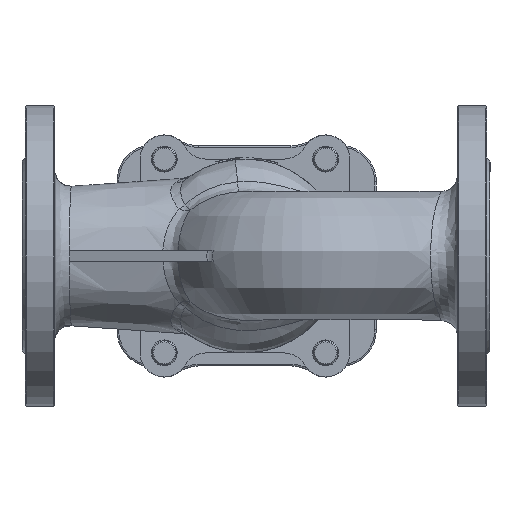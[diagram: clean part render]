
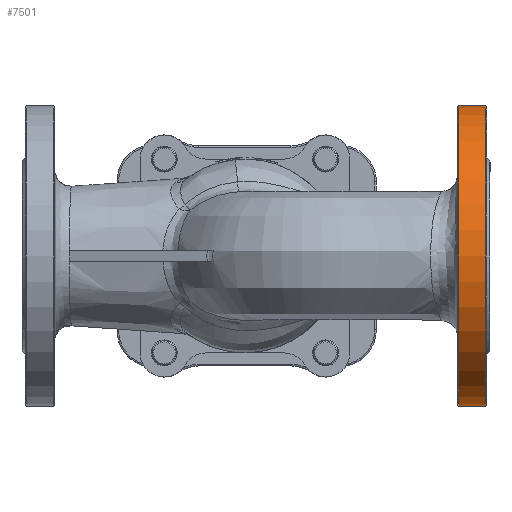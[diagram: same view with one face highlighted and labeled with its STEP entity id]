
A CAD part, front view. The second image highlights one B-rep face of the part: STEP entity #7501.
In plain terms, the highlighted cylindrical face has radius 93 mm (diameter 186 mm), a full revolution.
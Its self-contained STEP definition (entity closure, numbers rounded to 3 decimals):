
#946=LINE('',#18541,#1339);
#1339=VECTOR('',#10295,93.);
#1534=CYLINDRICAL_SURFACE('',#8445,93.);
#1895=FACE_OUTER_BOUND('',#2414,.T.);
#2414=EDGE_LOOP('',(#6375,#6376,#6377,#6378,#6379,#6380));
#2894=CIRCLE('',#8443,93.);
#2895=CIRCLE('',#8444,93.);
#2896=CIRCLE('',#8446,93.);
#2897=CIRCLE('',#8447,93.);
#3520=VERTEX_POINT('',#18534);
#3521=VERTEX_POINT('',#18536);
#3522=VERTEX_POINT('',#18540);
#3523=VERTEX_POINT('',#18542);
#4488=EDGE_CURVE('',#3521,#3520,#2894,.T.);
#4489=EDGE_CURVE('',#3520,#3521,#2895,.T.);
#4490=EDGE_CURVE('',#3521,#3522,#946,.T.);
#4491=EDGE_CURVE('',#3522,#3523,#2896,.T.);
#4492=EDGE_CURVE('',#3523,#3522,#2897,.T.);
#6375=ORIENTED_EDGE('',*,*,#4489,.T.);
#6376=ORIENTED_EDGE('',*,*,#4490,.T.);
#6377=ORIENTED_EDGE('',*,*,#4491,.T.);
#6378=ORIENTED_EDGE('',*,*,#4492,.T.);
#6379=ORIENTED_EDGE('',*,*,#4490,.F.);
#6380=ORIENTED_EDGE('',*,*,#4488,.T.);
#7501=ADVANCED_FACE('',(#1895),#1534,.T.);
#8443=AXIS2_PLACEMENT_3D('',#18537,#10289,#10290);
#8444=AXIS2_PLACEMENT_3D('',#18538,#10291,#10292);
#8445=AXIS2_PLACEMENT_3D('',#18539,#10293,#10294);
#8446=AXIS2_PLACEMENT_3D('',#18543,#10296,#10297);
#8447=AXIS2_PLACEMENT_3D('',#18544,#10298,#10299);
#10289=DIRECTION('center_axis',(1.,0.,0.));
#10290=DIRECTION('ref_axis',(0.,0.,1.));
#10291=DIRECTION('center_axis',(1.,0.,0.));
#10292=DIRECTION('ref_axis',(0.,0.,1.));
#10293=DIRECTION('center_axis',(1.,0.,0.));
#10294=DIRECTION('ref_axis',(0.,0.,-1.));
#10295=DIRECTION('',(1.,0.,0.));
#10296=DIRECTION('center_axis',(-1.,0.,0.));
#10297=DIRECTION('ref_axis',(0.,0.,1.));
#10298=DIRECTION('center_axis',(-1.,0.,0.));
#10299=DIRECTION('ref_axis',(0.,0.,1.));
#18534=CARTESIAN_POINT('',(270.5,0.,-93.));
#18536=CARTESIAN_POINT('',(270.5,0.,93.));
#18537=CARTESIAN_POINT('Origin',(270.5,0.,0.));
#18538=CARTESIAN_POINT('Origin',(270.5,0.,0.));
#18539=CARTESIAN_POINT('Origin',(288.,0.,0.));
#18540=CARTESIAN_POINT('',(287.5,0.,93.));
#18541=CARTESIAN_POINT('',(288.,0.,93.));
#18542=CARTESIAN_POINT('',(287.5,0.,-93.));
#18543=CARTESIAN_POINT('Origin',(287.5,0.,0.));
#18544=CARTESIAN_POINT('Origin',(287.5,0.,0.));
